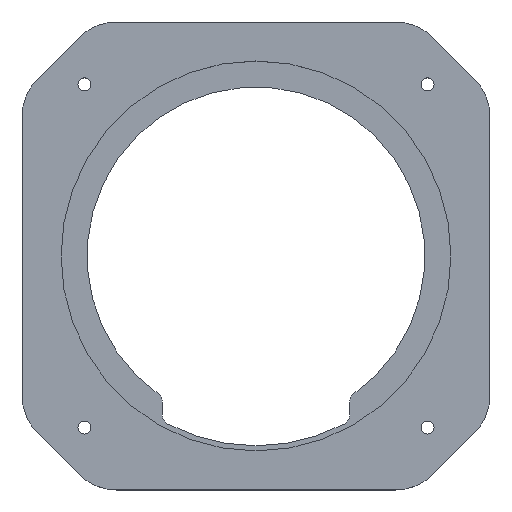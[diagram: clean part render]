
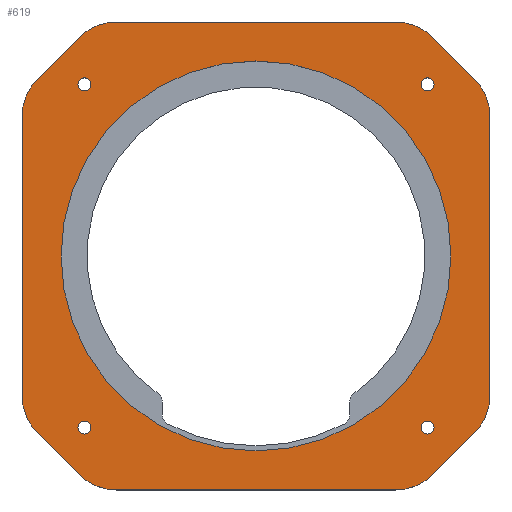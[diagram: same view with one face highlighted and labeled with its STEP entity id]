
A CAD part, top view. The second image highlights one B-rep face of the part: STEP entity #619.
In plain terms, the highlighted planar face has unit normal (0, 0, 1).
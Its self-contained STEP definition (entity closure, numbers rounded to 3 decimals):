
#21=FACE_BOUND('',#109,.T.);
#22=FACE_BOUND('',#110,.T.);
#23=FACE_BOUND('',#111,.T.);
#24=FACE_BOUND('',#112,.T.);
#25=FACE_BOUND('',#113,.T.);
#38=PLANE('',#703);
#70=FACE_OUTER_BOUND('',#108,.T.);
#108=EDGE_LOOP('',(#548,#549,#550,#551,#552,#553,#554,#555,#556,#557,#558,
#559,#560,#561,#562,#563));
#109=EDGE_LOOP('',(#564));
#110=EDGE_LOOP('',(#565));
#111=EDGE_LOOP('',(#566));
#112=EDGE_LOOP('',(#567));
#113=EDGE_LOOP('',(#568));
#141=LINE('',#1008,#190);
#144=LINE('',#1016,#193);
#147=LINE('',#1024,#196);
#150=LINE('',#1032,#199);
#153=LINE('',#1040,#202);
#156=LINE('',#1048,#205);
#159=LINE('',#1057,#208);
#162=LINE('',#1071,#211);
#190=VECTOR('',#817,10.);
#193=VECTOR('',#826,10.);
#196=VECTOR('',#835,10.);
#199=VECTOR('',#844,10.);
#202=VECTOR('',#853,10.);
#205=VECTOR('',#862,10.);
#208=VECTOR('',#871,10.);
#211=VECTOR('',#892,10.);
#235=CIRCLE('',#666,1.25);
#236=CIRCLE('',#668,1.25);
#237=CIRCLE('',#670,1.25);
#238=CIRCLE('',#672,1.25);
#239=CIRCLE('',#674,10.);
#240=CIRCLE('',#677,10.);
#241=CIRCLE('',#680,10.);
#242=CIRCLE('',#683,10.);
#243=CIRCLE('',#686,10.);
#244=CIRCLE('',#689,10.);
#245=CIRCLE('',#692,10.);
#246=CIRCLE('',#695,10.);
#249=CIRCLE('',#701,37.5);
#286=VERTEX_POINT('',#984);
#287=VERTEX_POINT('',#988);
#288=VERTEX_POINT('',#992);
#289=VERTEX_POINT('',#996);
#290=VERTEX_POINT('',#1000);
#291=VERTEX_POINT('',#1002);
#292=VERTEX_POINT('',#1006);
#293=VERTEX_POINT('',#1010);
#294=VERTEX_POINT('',#1014);
#295=VERTEX_POINT('',#1018);
#296=VERTEX_POINT('',#1022);
#297=VERTEX_POINT('',#1026);
#298=VERTEX_POINT('',#1030);
#299=VERTEX_POINT('',#1034);
#300=VERTEX_POINT('',#1038);
#301=VERTEX_POINT('',#1042);
#302=VERTEX_POINT('',#1046);
#303=VERTEX_POINT('',#1050);
#304=VERTEX_POINT('',#1051);
#305=VERTEX_POINT('',#1056);
#307=VERTEX_POINT('',#1067);
#352=EDGE_CURVE('',#286,#286,#235,.T.);
#354=EDGE_CURVE('',#287,#287,#236,.T.);
#356=EDGE_CURVE('',#288,#288,#237,.T.);
#358=EDGE_CURVE('',#289,#289,#238,.T.);
#360=EDGE_CURVE('',#290,#291,#239,.T.);
#363=EDGE_CURVE('',#292,#290,#141,.T.);
#364=EDGE_CURVE('',#293,#292,#240,.T.);
#367=EDGE_CURVE('',#293,#294,#144,.T.);
#369=EDGE_CURVE('',#295,#294,#241,.T.);
#371=EDGE_CURVE('',#296,#295,#147,.T.);
#372=EDGE_CURVE('',#297,#296,#242,.T.);
#375=EDGE_CURVE('',#297,#298,#150,.T.);
#377=EDGE_CURVE('',#299,#298,#243,.T.);
#379=EDGE_CURVE('',#300,#299,#153,.T.);
#380=EDGE_CURVE('',#301,#300,#244,.T.);
#383=EDGE_CURVE('',#301,#302,#156,.T.);
#384=EDGE_CURVE('',#303,#304,#245,.T.);
#387=EDGE_CURVE('',#304,#305,#159,.T.);
#389=EDGE_CURVE('',#305,#302,#246,.T.);
#392=EDGE_CURVE('',#307,#307,#249,.T.);
#394=EDGE_CURVE('',#303,#291,#162,.T.);
#548=ORIENTED_EDGE('',*,*,#360,.F.);
#549=ORIENTED_EDGE('',*,*,#363,.F.);
#550=ORIENTED_EDGE('',*,*,#364,.F.);
#551=ORIENTED_EDGE('',*,*,#367,.T.);
#552=ORIENTED_EDGE('',*,*,#369,.F.);
#553=ORIENTED_EDGE('',*,*,#371,.F.);
#554=ORIENTED_EDGE('',*,*,#372,.F.);
#555=ORIENTED_EDGE('',*,*,#375,.T.);
#556=ORIENTED_EDGE('',*,*,#377,.F.);
#557=ORIENTED_EDGE('',*,*,#379,.F.);
#558=ORIENTED_EDGE('',*,*,#380,.F.);
#559=ORIENTED_EDGE('',*,*,#383,.T.);
#560=ORIENTED_EDGE('',*,*,#389,.F.);
#561=ORIENTED_EDGE('',*,*,#387,.F.);
#562=ORIENTED_EDGE('',*,*,#384,.F.);
#563=ORIENTED_EDGE('',*,*,#394,.T.);
#564=ORIENTED_EDGE('',*,*,#352,.T.);
#565=ORIENTED_EDGE('',*,*,#354,.T.);
#566=ORIENTED_EDGE('',*,*,#356,.T.);
#567=ORIENTED_EDGE('',*,*,#358,.T.);
#568=ORIENTED_EDGE('',*,*,#392,.T.);
#619=ADVANCED_FACE('',(#70,#21,#22,#23,#24,#25),#38,.T.);
#666=AXIS2_PLACEMENT_3D('',#986,#791,#792);
#668=AXIS2_PLACEMENT_3D('',#990,#796,#797);
#670=AXIS2_PLACEMENT_3D('',#994,#801,#802);
#672=AXIS2_PLACEMENT_3D('',#998,#806,#807);
#674=AXIS2_PLACEMENT_3D('',#1003,#811,#812);
#677=AXIS2_PLACEMENT_3D('',#1011,#820,#821);
#680=AXIS2_PLACEMENT_3D('',#1020,#830,#831);
#683=AXIS2_PLACEMENT_3D('',#1027,#838,#839);
#686=AXIS2_PLACEMENT_3D('',#1036,#848,#849);
#689=AXIS2_PLACEMENT_3D('',#1043,#856,#857);
#692=AXIS2_PLACEMENT_3D('',#1052,#865,#866);
#695=AXIS2_PLACEMENT_3D('',#1060,#875,#876);
#701=AXIS2_PLACEMENT_3D('',#1068,#887,#888);
#703=AXIS2_PLACEMENT_3D('',#1072,#893,#894);
#791=DIRECTION('center_axis',(0.,0.,-1.));
#792=DIRECTION('ref_axis',(-1.,0.,0.));
#796=DIRECTION('center_axis',(0.,0.,-1.));
#797=DIRECTION('ref_axis',(-1.,0.,0.));
#801=DIRECTION('center_axis',(0.,0.,-1.));
#802=DIRECTION('ref_axis',(-1.,0.,0.));
#806=DIRECTION('center_axis',(0.,0.,-1.));
#807=DIRECTION('ref_axis',(-1.,0.,0.));
#811=DIRECTION('center_axis',(0.,0.,-1.));
#812=DIRECTION('ref_axis',(-0.924,-0.383,0.));
#817=DIRECTION('',(-0.707,0.707,0.));
#820=DIRECTION('center_axis',(0.,0.,-1.));
#821=DIRECTION('ref_axis',(-0.383,-0.924,0.));
#826=DIRECTION('',(1.,0.,0.));
#830=DIRECTION('center_axis',(0.,0.,-1.));
#831=DIRECTION('ref_axis',(0.383,-0.924,0.));
#835=DIRECTION('',(-0.707,-0.707,0.));
#838=DIRECTION('center_axis',(0.,0.,-1.));
#839=DIRECTION('ref_axis',(0.924,-0.383,0.));
#844=DIRECTION('',(0.,1.,0.));
#848=DIRECTION('center_axis',(0.,0.,-1.));
#849=DIRECTION('ref_axis',(0.924,0.383,0.));
#853=DIRECTION('',(0.707,-0.707,0.));
#856=DIRECTION('center_axis',(0.,0.,-1.));
#857=DIRECTION('ref_axis',(0.383,0.924,0.));
#862=DIRECTION('',(-1.,0.,0.));
#865=DIRECTION('center_axis',(0.,0.,-1.));
#866=DIRECTION('ref_axis',(-0.924,0.383,0.));
#871=DIRECTION('',(0.707,0.707,0.));
#875=DIRECTION('center_axis',(0.,0.,-1.));
#876=DIRECTION('ref_axis',(-0.383,0.924,0.));
#887=DIRECTION('center_axis',(0.,0.,-1.));
#888=DIRECTION('ref_axis',(1.,0.,0.));
#892=DIRECTION('',(0.,-1.,0.));
#893=DIRECTION('center_axis',(0.,0.,1.));
#894=DIRECTION('ref_axis',(1.,0.,0.));
#984=CARTESIAN_POINT('',(-31.75,-33.,5.));
#986=CARTESIAN_POINT('Origin',(-33.,-33.,5.));
#988=CARTESIAN_POINT('',(34.25,33.,5.));
#990=CARTESIAN_POINT('Origin',(33.,33.,5.));
#992=CARTESIAN_POINT('',(34.25,-33.,5.));
#994=CARTESIAN_POINT('Origin',(33.,-33.,5.));
#996=CARTESIAN_POINT('',(-31.75,33.,5.));
#998=CARTESIAN_POINT('Origin',(-33.,33.,5.));
#1000=CARTESIAN_POINT('',(-42.071,-33.929,5.));
#1002=CARTESIAN_POINT('',(-45.,-26.858,5.));
#1003=CARTESIAN_POINT('Origin',(-35.,-26.858,5.));
#1006=CARTESIAN_POINT('',(-33.929,-42.071,5.));
#1008=CARTESIAN_POINT('',(-38.,-38.,5.));
#1010=CARTESIAN_POINT('',(-26.858,-45.,5.));
#1011=CARTESIAN_POINT('Origin',(-26.858,-35.,5.));
#1014=CARTESIAN_POINT('',(26.858,-45.,5.));
#1016=CARTESIAN_POINT('',(45.,-45.,5.));
#1018=CARTESIAN_POINT('',(33.929,-42.071,5.));
#1020=CARTESIAN_POINT('Origin',(26.858,-35.,5.));
#1022=CARTESIAN_POINT('',(42.071,-33.929,5.));
#1024=CARTESIAN_POINT('',(38.,-38.,5.));
#1026=CARTESIAN_POINT('',(45.,-26.858,5.));
#1027=CARTESIAN_POINT('Origin',(35.,-26.858,5.));
#1030=CARTESIAN_POINT('',(45.,26.858,5.));
#1032=CARTESIAN_POINT('',(45.,45.,5.));
#1034=CARTESIAN_POINT('',(42.071,33.929,5.));
#1036=CARTESIAN_POINT('Origin',(35.,26.858,5.));
#1038=CARTESIAN_POINT('',(33.929,42.071,5.));
#1040=CARTESIAN_POINT('',(38.,38.,5.));
#1042=CARTESIAN_POINT('',(26.858,45.,5.));
#1043=CARTESIAN_POINT('Origin',(26.858,35.,5.));
#1046=CARTESIAN_POINT('',(-26.858,45.,5.));
#1048=CARTESIAN_POINT('',(-45.,45.,5.));
#1050=CARTESIAN_POINT('',(-45.,26.858,5.));
#1051=CARTESIAN_POINT('',(-42.071,33.929,5.));
#1052=CARTESIAN_POINT('Origin',(-35.,26.858,5.));
#1056=CARTESIAN_POINT('',(-33.929,42.071,5.));
#1057=CARTESIAN_POINT('',(-38.,38.,5.));
#1060=CARTESIAN_POINT('Origin',(-26.858,35.,5.));
#1067=CARTESIAN_POINT('',(-37.5,0.,5.));
#1068=CARTESIAN_POINT('Origin',(0.,0.,5.));
#1071=CARTESIAN_POINT('',(-45.,-45.,5.));
#1072=CARTESIAN_POINT('Origin',(0.,0.,5.));
